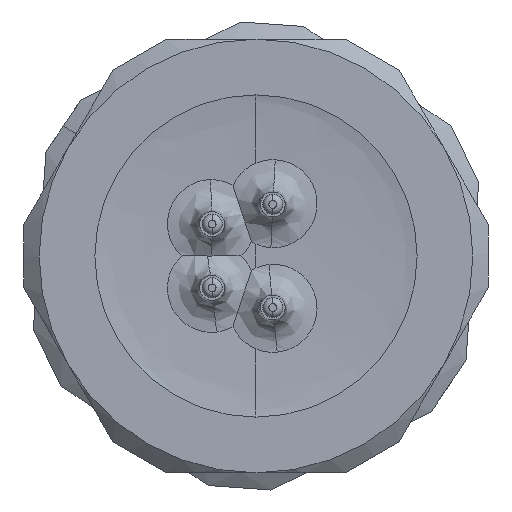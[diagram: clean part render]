
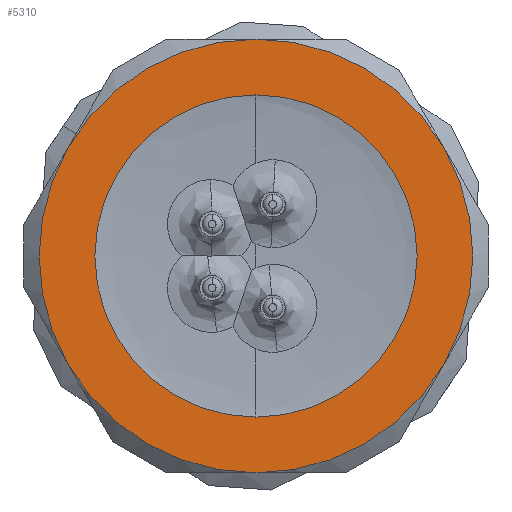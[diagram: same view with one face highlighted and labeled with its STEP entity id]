
A CAD part, front view. The second image highlights one B-rep face of the part: STEP entity #5310.
In plain terms, the highlighted planar face has unit normal (0, -1, 0).
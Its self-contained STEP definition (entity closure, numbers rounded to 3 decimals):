
#54 = CIRCLE ( 'NONE', #61, 7. ) ;
#56 = CIRCLE ( 'NONE', #69, 7. ) ;
#58 = CIRCLE ( 'NONE', #70, 7. ) ;
#60 = CIRCLE ( 'NONE', #65, 7. ) ;
#61 = AXIS2_PLACEMENT_3D ( 'NONE', #10050, #10051, #10052 ) ;
#62 = CIRCLE ( 'NONE', #63, 5.2 ) ;
#63 = AXIS2_PLACEMENT_3D ( 'NONE', #10053, #10054, #10055 ) ;
#64 = CIRCLE ( 'NONE', #68, 7. ) ;
#65 = AXIS2_PLACEMENT_3D ( 'NONE', #10056, #10057, #10058 ) ;
#66 = CIRCLE ( 'NONE', #67, 7. ) ;
#67 = AXIS2_PLACEMENT_3D ( 'NONE', #10059, #10060, #10061 ) ;
#68 = AXIS2_PLACEMENT_3D ( 'NONE', #10062, #10063, #10064 ) ;
#69 = AXIS2_PLACEMENT_3D ( 'NONE', #10065, #10066, #10067 ) ;
#70 = AXIS2_PLACEMENT_3D ( 'NONE', #10068, #10069, #10070 ) ;
#561 = EDGE_CURVE ( 'NONE', #9797, #9792, #54, .T. ) ;
#562 = EDGE_CURVE ( 'NONE', #17220, #17185, #62, .T. ) ;
#563 = EDGE_CURVE ( 'NONE', #9797, #9751, #60, .T. ) ;
#564 = EDGE_CURVE ( 'NONE', #9792, #9672, #66, .T. ) ;
#565 = EDGE_CURVE ( 'NONE', #9672, #9755, #64, .T. ) ;
#566 = EDGE_CURVE ( 'NONE', #9755, #9778, #56, .T. ) ;
#567 = EDGE_CURVE ( 'NONE', #9778, #9751, #58, .T. ) ;
#1534 = EDGE_CURVE ( 'NONE', #17185, #17220, #1984, .T. ) ;
#1984 = CIRCLE ( 'NONE', #1992, 5.2 ) ;
#1992 = AXIS2_PLACEMENT_3D ( 'NONE', #12742, #12743, #12744 ) ;
#4846 = AXIS2_PLACEMENT_3D ( 'NONE', #21248, #21249, #21250 ) ;
#4913 = FACE_BOUND ( 'NONE', #16013, .T. ) ;
#4914 = FACE_OUTER_BOUND ( 'NONE', #16016, .T. ) ;
#5310 = ADVANCED_FACE ( 'NONE', ( #4913, #4914 ), #21247, .F. ) ;
#9672 = VERTEX_POINT ( 'NONE', #21953 ) ;
#9751 = VERTEX_POINT ( 'NONE', #22032 ) ;
#9755 = VERTEX_POINT ( 'NONE', #22036 ) ;
#9778 = VERTEX_POINT ( 'NONE', #22059 ) ;
#9792 = VERTEX_POINT ( 'NONE', #22073 ) ;
#9797 = VERTEX_POINT ( 'NONE', #22078 ) ;
#10050 = CARTESIAN_POINT ( 'NONE',  ( 0., 0., 0. ) ) ;
#10051 = DIRECTION ( 'NONE',  ( 0., -1., 0. ) ) ;
#10052 = DIRECTION ( 'NONE',  ( 0., 0., 1. ) ) ;
#10053 = CARTESIAN_POINT ( 'NONE',  ( 0., 0., 0. ) ) ;
#10054 = DIRECTION ( 'NONE',  ( 0., -1., 0. ) ) ;
#10055 = DIRECTION ( 'NONE',  ( 0., 0., -1. ) ) ;
#10056 = CARTESIAN_POINT ( 'NONE',  ( 0., 0., 0. ) ) ;
#10057 = DIRECTION ( 'NONE',  ( 0., 1., 0. ) ) ;
#10058 = DIRECTION ( 'NONE',  ( 0., 0., 1. ) ) ;
#10059 = CARTESIAN_POINT ( 'NONE',  ( 0., 0., 0. ) ) ;
#10060 = DIRECTION ( 'NONE',  ( 0., -1., 0. ) ) ;
#10061 = DIRECTION ( 'NONE',  ( 0., 0., 1. ) ) ;
#10062 = CARTESIAN_POINT ( 'NONE',  ( 0., 0., 0. ) ) ;
#10063 = DIRECTION ( 'NONE',  ( 0., -1., 0. ) ) ;
#10064 = DIRECTION ( 'NONE',  ( 0., 0., 1. ) ) ;
#10065 = CARTESIAN_POINT ( 'NONE',  ( 0., 0., 0. ) ) ;
#10066 = DIRECTION ( 'NONE',  ( 0., -1., 0. ) ) ;
#10067 = DIRECTION ( 'NONE',  ( 0., 0., 1. ) ) ;
#10068 = CARTESIAN_POINT ( 'NONE',  ( 0., 0., 0. ) ) ;
#10069 = DIRECTION ( 'NONE',  ( 0., -1., 0. ) ) ;
#10070 = DIRECTION ( 'NONE',  ( 0., 0., 1. ) ) ;
#12742 = CARTESIAN_POINT ( 'NONE',  ( 0., 0., 0. ) ) ;
#12743 = DIRECTION ( 'NONE',  ( 0., -1., 0. ) ) ;
#12744 = DIRECTION ( 'NONE',  ( 0., 0., -1. ) ) ;
#15636 = ORIENTED_EDGE ( 'NONE', *, *, #1534, .F. ) ;
#15638 = ORIENTED_EDGE ( 'NONE', *, *, #562, .F. ) ;
#15641 = ORIENTED_EDGE ( 'NONE', *, *, #563, .F. ) ;
#15643 = ORIENTED_EDGE ( 'NONE', *, *, #564, .T. ) ;
#15645 = ORIENTED_EDGE ( 'NONE', *, *, #561, .T. ) ;
#15647 = ORIENTED_EDGE ( 'NONE', *, *, #565, .T. ) ;
#15649 = ORIENTED_EDGE ( 'NONE', *, *, #566, .T. ) ;
#15652 = ORIENTED_EDGE ( 'NONE', *, *, #567, .T. ) ;
#16013 = EDGE_LOOP ( 'NONE', ( #15636, #15638 ) ) ;
#16016 = EDGE_LOOP ( 'NONE', ( #15641, #15645, #15643, #15647, #15649, #15652 ) ) ;
#17185 = VERTEX_POINT ( 'NONE', #22478 ) ;
#17220 = VERTEX_POINT ( 'NONE', #22494 ) ;
#21247 = PLANE ( 'NONE',  #4846 ) ;
#21248 = CARTESIAN_POINT ( 'NONE',  ( 8.083, 0., 0. ) ) ;
#21249 = DIRECTION ( 'NONE',  ( 0., 1., 0. ) ) ;
#21250 = DIRECTION ( 'NONE',  ( 0., 0., 1. ) ) ;
#21953 = CARTESIAN_POINT ( 'NONE',  ( -6.062, 0., -3.5 ) ) ;
#22032 = CARTESIAN_POINT ( 'NONE',  ( 6.062, 0., 3.5 ) ) ;
#22036 = CARTESIAN_POINT ( 'NONE',  ( 0., 0., -7. ) ) ;
#22059 = CARTESIAN_POINT ( 'NONE',  ( 6.062, 0., -3.5 ) ) ;
#22073 = CARTESIAN_POINT ( 'NONE',  ( -6.062, 0., 3.5 ) ) ;
#22078 = CARTESIAN_POINT ( 'NONE',  ( 0., 0., 7. ) ) ;
#22478 = CARTESIAN_POINT ( 'NONE',  ( 0., 0., 5.2 ) ) ;
#22494 = CARTESIAN_POINT ( 'NONE',  ( 0., 0., -5.2 ) ) ;
